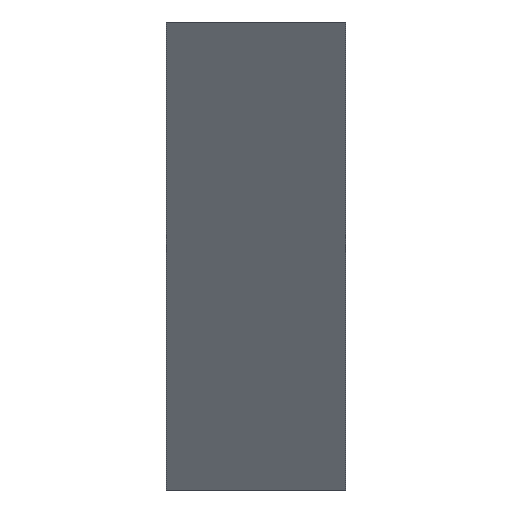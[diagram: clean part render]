
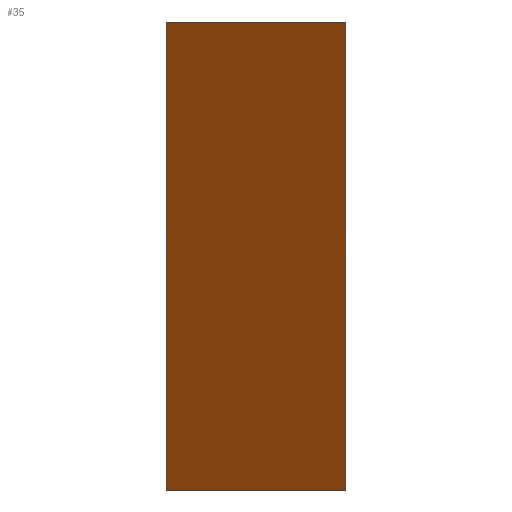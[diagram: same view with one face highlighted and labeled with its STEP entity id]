
A CAD part, front view. The second image highlights one B-rep face of the part: STEP entity #35.
In plain terms, the highlighted planar face has unit normal (-0.707, -0.707, 0).
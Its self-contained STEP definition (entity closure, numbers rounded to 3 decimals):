
#35=ADVANCED_FACE('',(#47),#41,.F.);
#41=PLANE('',#128);
#47=FACE_OUTER_BOUND('',#53,.T.);
#53=EDGE_LOOP('',(#62,#63,#64,#65));
#62=ORIENTED_EDGE('',*,*,#94,.T.);
#63=ORIENTED_EDGE('',*,*,#95,.F.);
#64=ORIENTED_EDGE('',*,*,#96,.F.);
#65=ORIENTED_EDGE('',*,*,#91,.T.);
#83=VERTEX_POINT('',#162);
#84=VERTEX_POINT('',#164);
#86=VERTEX_POINT('',#170);
#87=VERTEX_POINT('',#172);
#91=EDGE_CURVE('',#84,#83,#103,.T.);
#94=EDGE_CURVE('',#83,#86,#106,.T.);
#95=EDGE_CURVE('',#87,#86,#107,.T.);
#96=EDGE_CURVE('',#84,#87,#108,.T.);
#103=LINE('',#163,#115);
#106=LINE('',#169,#118);
#107=LINE('',#171,#119);
#108=LINE('',#173,#120);
#115=VECTOR('',#136,1.);
#118=VECTOR('',#141,1.);
#119=VECTOR('',#142,1.);
#120=VECTOR('',#143,1.);
#128=AXIS2_PLACEMENT_3D('',#174,#144,#145);
#136=DIRECTION('',(0.,0.,-1.));
#141=DIRECTION('',(0.707,-0.707,0.));
#142=DIRECTION('',(0.,0.,-1.));
#143=DIRECTION('',(0.707,-0.707,0.));
#144=DIRECTION('',(0.707,0.707,0.));
#145=DIRECTION('',(-0.707,0.707,0.));
#162=CARTESIAN_POINT('',(128.,23.,-60.));
#163=CARTESIAN_POINT('',(128.,23.,0.));
#164=CARTESIAN_POINT('',(128.,23.,0.));
#169=CARTESIAN_POINT('',(128.,23.,-60.));
#170=CARTESIAN_POINT('',(151.,0.,-60.));
#171=CARTESIAN_POINT('',(151.,0.,0.));
#172=CARTESIAN_POINT('',(151.,0.,0.));
#173=CARTESIAN_POINT('',(128.,23.,0.));
#174=CARTESIAN_POINT('',(128.,23.,0.));
